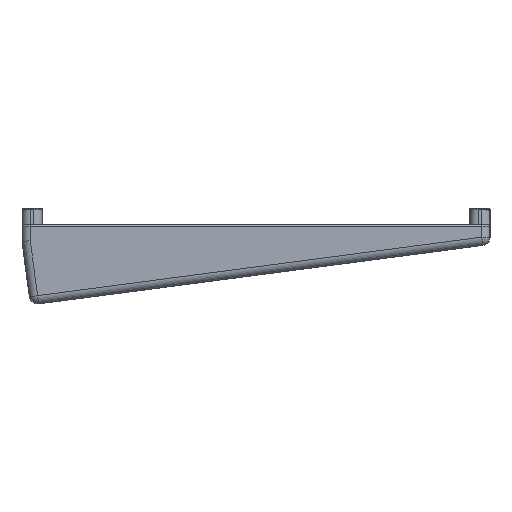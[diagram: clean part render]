
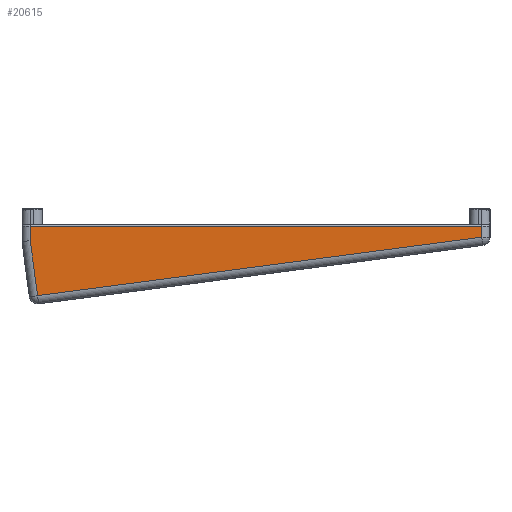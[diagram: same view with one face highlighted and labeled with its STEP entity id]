
A CAD part, left-side view. The second image highlights one B-rep face of the part: STEP entity #20615.
In plain terms, the highlighted planar face has unit normal (-1, 0, 0).
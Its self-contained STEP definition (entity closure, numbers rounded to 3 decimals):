
#1336=PLANE('',#22030);
#1764=FACE_OUTER_BOUND('',#3050,.T.);
#3050=EDGE_LOOP('',(#14367,#14368,#14369,#14370,#14371));
#4545=LINE('',#30706,#6117);
#4547=LINE('',#30723,#6119);
#4548=LINE('',#30727,#6120);
#4549=LINE('',#30729,#6121);
#4550=LINE('',#30730,#6122);
#6117=VECTOR('',#24618,10.);
#6119=VECTOR('',#24632,10.);
#6120=VECTOR('',#24637,10.);
#6121=VECTOR('',#24638,10.);
#6122=VECTOR('',#24639,10.);
#8740=VERTEX_POINT('',#30696);
#8742=VERTEX_POINT('',#30702);
#8746=VERTEX_POINT('',#30722);
#8747=VERTEX_POINT('',#30726);
#8748=VERTEX_POINT('',#30728);
#10868=EDGE_CURVE('',#8740,#8742,#4545,.T.);
#10874=EDGE_CURVE('',#8742,#8746,#4547,.T.);
#10876=EDGE_CURVE('',#8747,#8740,#4548,.T.);
#10877=EDGE_CURVE('',#8748,#8747,#4549,.T.);
#10878=EDGE_CURVE('',#8746,#8748,#4550,.T.);
#14367=ORIENTED_EDGE('',*,*,#10868,.F.);
#14368=ORIENTED_EDGE('',*,*,#10876,.F.);
#14369=ORIENTED_EDGE('',*,*,#10877,.F.);
#14370=ORIENTED_EDGE('',*,*,#10878,.F.);
#14371=ORIENTED_EDGE('',*,*,#10874,.F.);
#20615=ADVANCED_FACE('',(#1764),#1336,.F.);
#22030=AXIS2_PLACEMENT_3D('',#30725,#24635,#24636);
#24618=DIRECTION('',(0.,-1.,0.));
#24632=DIRECTION('',(0.,0.,-1.));
#24635=DIRECTION('center_axis',(1.,0.,0.));
#24636=DIRECTION('ref_axis',(0.,1.,0.));
#24637=DIRECTION('',(0.,0.,1.));
#24638=DIRECTION('',(0.,0.131,0.991));
#24639=DIRECTION('',(0.,0.991,-0.131));
#30696=CARTESIAN_POINT('',(-4.3,78.85,-7.25));
#30702=CARTESIAN_POINT('',(-4.3,-2.65,-7.25));
#30706=CARTESIAN_POINT('',(-4.3,59.225,-7.25));
#30722=CARTESIAN_POINT('',(-4.3,-2.65,-9.257));
#30723=CARTESIAN_POINT('',(-4.3,-2.65,-10.625));
#30725=CARTESIAN_POINT('Origin',(-4.3,38.1,-14.249));
#30726=CARTESIAN_POINT('',(-4.3,78.85,-9.902));
#30727=CARTESIAN_POINT('',(-4.3,78.85,-12.125));
#30728=CARTESIAN_POINT('',(-4.3,77.545,-19.815));
#30729=CARTESIAN_POINT('',(-4.3,77.471,-20.375));
#30730=CARTESIAN_POINT('',(-4.3,17.049,-11.851));
